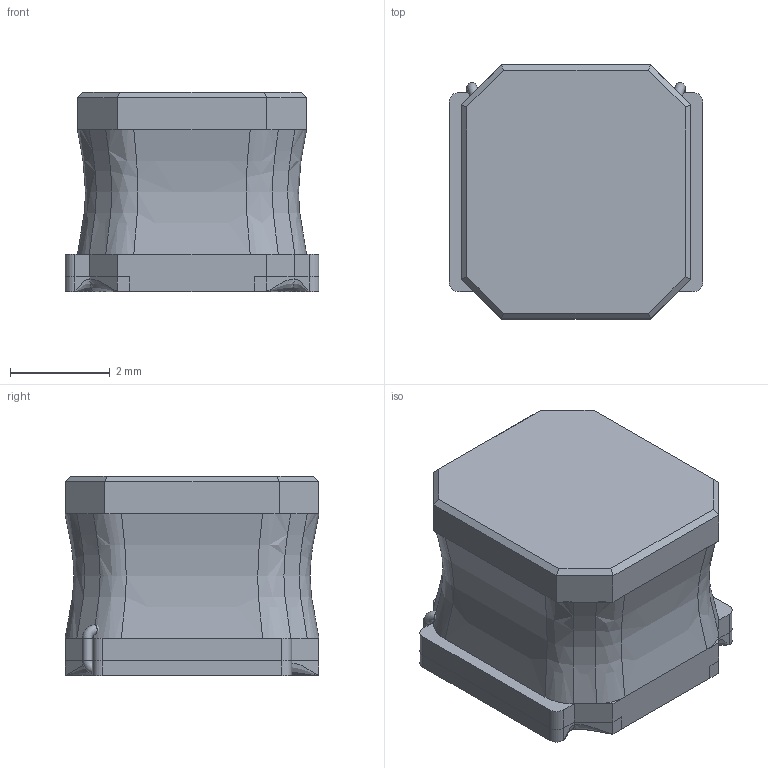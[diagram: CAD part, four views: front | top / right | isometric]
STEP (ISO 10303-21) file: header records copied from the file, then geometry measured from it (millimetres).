
FILE_DESCRIPTION(('STEP AP214'), '1');
FILE_NAME('SRN5040', '2021-11-04T15:00:05', ('AF'), (''), 'UNSPECIFIED', 'UNSPECIFIED', '');
FILE_SCHEMA(('AUTOMOTIVE_DESIGN { 1 0 10303 214 3 1 1}'));
Length unit declared in the file: millimetre
Bounding box: 5.1 x 5.1 x 4 mm (x, y, z)
Volume: 85.5 mm3; surface area: 151.2 mm2
Topology: 5 solids, 5 shells, 114 faces, 272 edges, 162 vertices
Faces by surface type: plane 72, bspline 24, cylinder 14, torus 4
Full cylindrical faces by diameter (mm): 0.2 x6
Entity records: 6979 total; most frequent: CARTESIAN_POINT 3567, ORIENTED_EDGE 492, DIRECTION 444, EDGE_CURVE 246, LINE 174, VECTOR 174, VERTEX_POINT 152, AXIS2_PLACEMENT_3D 135
